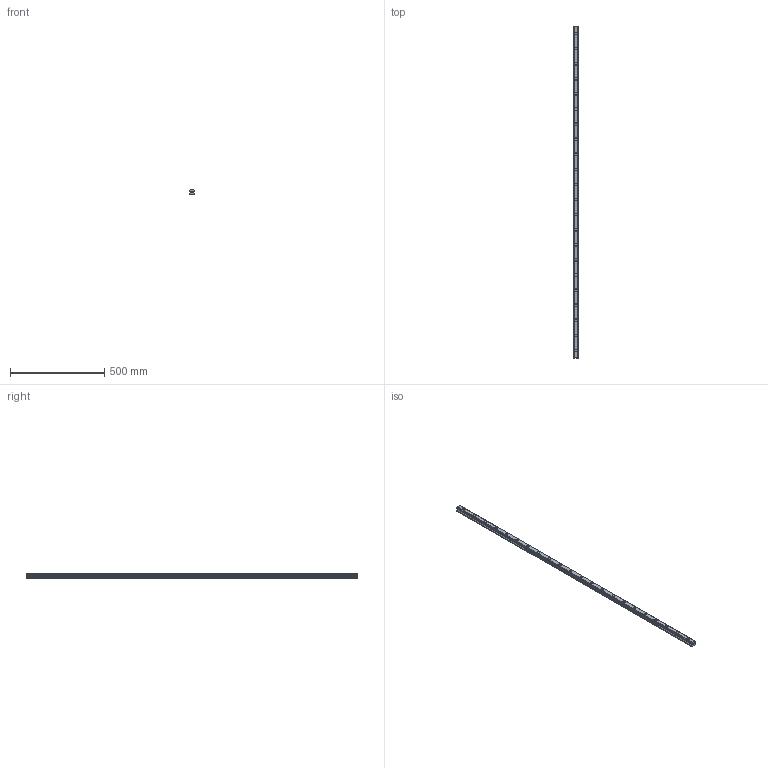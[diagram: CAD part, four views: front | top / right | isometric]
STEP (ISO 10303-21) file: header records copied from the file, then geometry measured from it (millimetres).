
FILE_DESCRIPTION(('STEP AP214'),'1');
FILE_NAME('cctmp_5BB28A55-7950-4EC8-A4B7-300D8C2648F7_2020_6_24_14_51_7_967..stp','2020-06-24T12:51:08',('HIWIN GmbH'),('CADClick - www.CADClick.com'),'Spatial InterOp 3D',' ','unknown authorization');
FILE_SCHEMA(('AUTOMOTIVE_DESIGN'));
Length unit declared in the file: millimetre
Products named in the file (1): HGR30R1760H_FILE
Bounding box: 28 x 1760 x 26 mm (x, y, z)
Volume: 1024006.6 mm3; surface area: 218577.8 mm2
Topology: 1 solids, 1 shells, 313 faces, 723 edges, 482 vertices
Faces by surface type: plane 159, cylinder 154
Entity records: 11513 total; most frequent: DIRECTION 1659, CARTESIAN_POINT 1519, ORIENTED_EDGE 1446, EDGE_CURVE 723, AXIS2_PLACEMENT_3D 622, VERTEX_POINT 482, LINE 415, VECTOR 415
